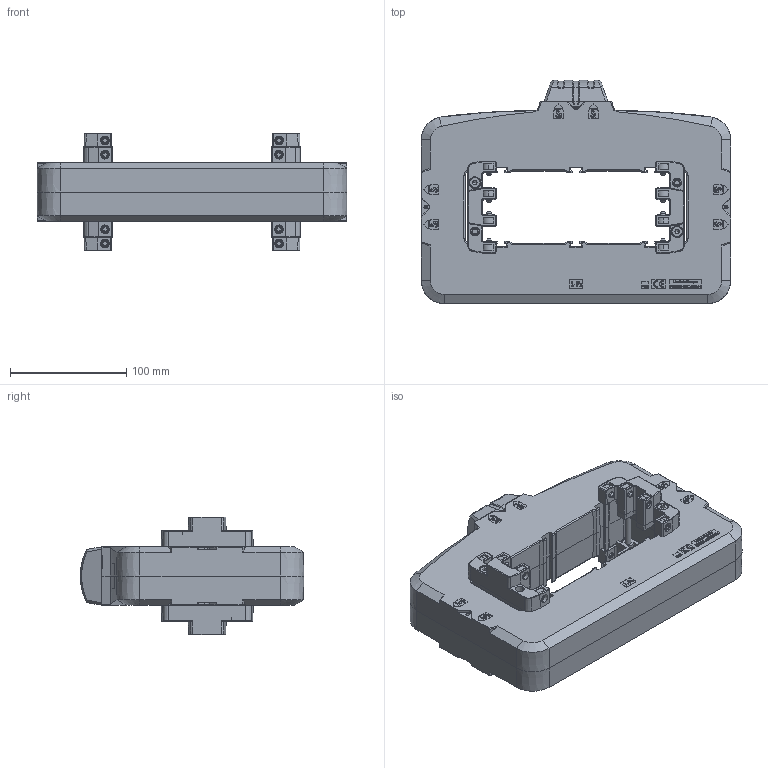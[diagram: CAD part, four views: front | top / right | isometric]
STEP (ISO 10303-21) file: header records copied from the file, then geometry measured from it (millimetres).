
FILE_DESCRIPTION (( 'STEP AP214' ), '1' );
FILE_NAME ('ASK165.5.STEP', '2012-01-17T10:05:59', ( ' ' ), ( '' ), 'SwSTEP 2.0', 'SolidWorks 2010', '' );
FILE_SCHEMA (( 'AUTOMOTIVE_DESIGN' ));
Length unit declared in the file: millimetre
Products named in the file (9): ASK165.5_Gehäuseunterteil_vereinfacht; MBS_WN-003_NS_Klemme_WN-003_02; ASK_Abdeckhaube_vereinfacht; ASK165-205_Spannpratze_kpl_vereinfacht; Zylinderschr_mit Innen6Kt_ M5x60; ASK165.5_Spannpratze_vereinfacht; Gewindestift-DIN 914-M5x10; ASK165.5; ASK165.5_Gehäuseoberteil_vereinfacht
Assembly tree (15 placements, depth 3):
  ASK165.5
    MBS_WN-003_NS_Klemme_WN-003_02  x2
    ASK165-205_Spannpratze_kpl_vereinfacht  x4
      Gewindestift-DIN 914-M5x10
      ASK165.5_Spannpratze_vereinfacht
      Zylinderschr_mit Innen6Kt_ M5x60
    ASK165.5_Gehäuseoberteil_vereinfacht
    ASK165.5_Gehäuseunterteil_vereinfacht
    ASK_Abdeckhaube_vereinfacht
Bounding box: 266 x 192 x 101 mm (x, y, z)
Volume: 382418.2 mm3; surface area: 342737 mm2
Topology: 29 solids, 37 shells, 4126 faces, 10767 edges, 6964 vertices
Faces by surface type: plane 2515, cylinder 777, bspline 455, cone 355, torus 24
Entity records: 111684 total; most frequent: CARTESIAN_POINT 42386, ORIENTED_EDGE 15414, DIRECTION 12104, EDGE_CURVE 7707, VECTOR 5650, LINE 5650, VERTEX_POINT 5032, AXIS2_PLACEMENT_3D 3227
